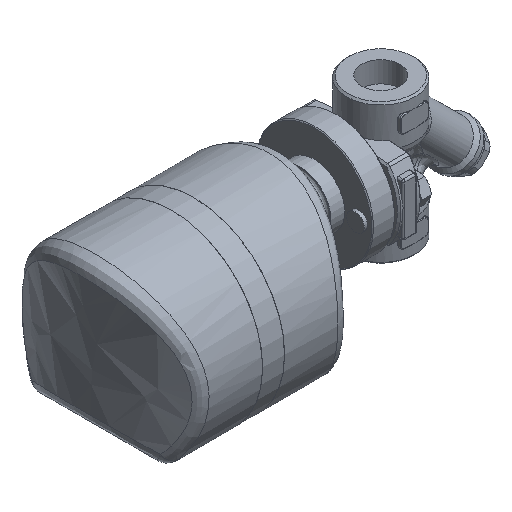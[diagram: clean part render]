
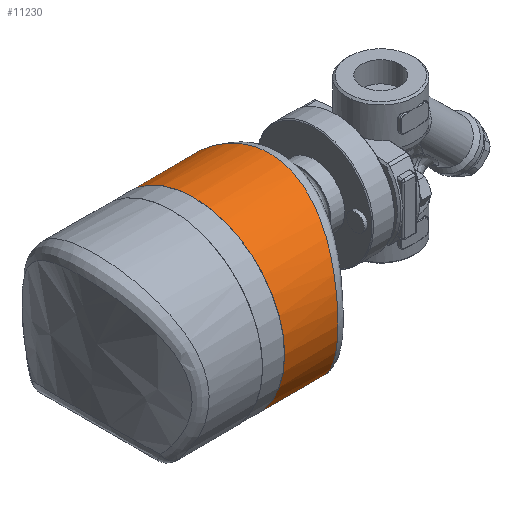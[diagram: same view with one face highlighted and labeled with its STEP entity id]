
A CAD part, isometric view. The second image highlights one B-rep face of the part: STEP entity #11230.
In plain terms, the highlighted cylindrical face has radius 52 mm (diameter 104 mm), a full revolution.
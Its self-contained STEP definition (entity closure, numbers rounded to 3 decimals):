
#10036=CARTESIAN_POINT('',(36.311,39.359,-33.984));
#10037=VERTEX_POINT('',#10036);
#10056=CARTESIAN_POINT('',(36.311,-39.359,-33.984));
#10057=VERTEX_POINT('',#10056);
#10065=CARTESIAN_POINT('',(65.393,0.0,0.));
#10066=DIRECTION('',(0.76,0.,-0.65));
#10067=DIRECTION('',(-0.65,0.0,-0.76));
#10068=AXIS2_PLACEMENT_3D('',#10065,#10066,#10067);
#10069=ELLIPSE('',#10068,68.442,52.0);
#10070=EDGE_CURVE('',#10057,#10037,#10069,.T.);
#10993=CARTESIAN_POINT('',(30.469,52.,0.024));
#10994=VERTEX_POINT('',#10993);
#11002=CARTESIAN_POINT('',(30.469,52.,0.024));
#11003=CARTESIAN_POINT('',(30.47,52.,0.934));
#11004=CARTESIAN_POINT('',(30.487,51.967,2.145));
#11005=CARTESIAN_POINT('',(30.569,51.818,4.569));
#11006=CARTESIAN_POINT('',(30.726,51.53,7.289));
#11007=CARTESIAN_POINT('',(30.996,51.027,10.121));
#11008=CARTESIAN_POINT('',(31.243,50.561,12.175));
#11009=CARTESIAN_POINT('',(31.399,50.265,13.336));
#11010=CARTESIAN_POINT('',(31.836,49.424,16.365));
#11011=CARTESIAN_POINT('',(32.721,47.682,21.157));
#11012=CARTESIAN_POINT('',(33.893,45.178,25.888));
#11013=CARTESIAN_POINT('',(34.632,43.484,28.524));
#11014=CARTESIAN_POINT('',(34.935,42.775,29.575));
#11015=CARTESIAN_POINT('',(35.171,42.215,30.371));
#11016=CARTESIAN_POINT('',(35.741,40.83,32.246));
#11017=CARTESIAN_POINT('',(36.985,37.669,36.086));
#11018=CARTESIAN_POINT('',(38.239,33.99,39.491));
#11019=CARTESIAN_POINT('',(39.158,30.867,41.853));
#11020=CARTESIAN_POINT('',(39.475,29.756,42.655));
#11021=CARTESIAN_POINT('',(39.761,28.702,43.367));
#11022=CARTESIAN_POINT('',(40.147,27.221,44.319));
#11023=CARTESIAN_POINT('',(40.522,25.699,45.227));
#11024=CARTESIAN_POINT('',(41.152,22.904,46.725));
#11025=CARTESIAN_POINT('',(41.763,19.813,48.139));
#11026=CARTESIAN_POINT('',(42.233,16.885,49.202));
#11027=CARTESIAN_POINT('',(42.448,15.35,49.684));
#11028=CARTESIAN_POINT('',(42.604,14.194,50.033));
#11029=CARTESIAN_POINT('',(42.807,12.544,50.484));
#11030=CARTESIAN_POINT('',(42.996,10.68,50.901));
#11031=CARTESIAN_POINT('',(43.117,9.298,51.165));
#11032=CARTESIAN_POINT('',(43.242,7.709,51.439));
#11033=CARTESIAN_POINT('',(43.421,4.801,51.829));
#11034=CARTESIAN_POINT('',(43.512,1.35,52.027));
#11035=CARTESIAN_POINT('',(43.495,-1.589,51.988));
#11036=CARTESIAN_POINT('',(43.457,-3.202,51.906));
#11037=CARTESIAN_POINT('',(43.374,-5.62,51.726));
#11038=CARTESIAN_POINT('',(43.163,-9.14,51.268));
#11039=CARTESIAN_POINT('',(42.786,-12.789,50.439));
#11040=CARTESIAN_POINT('',(42.484,-15.101,49.764));
#11041=CARTESIAN_POINT('',(42.268,-16.627,49.28));
#11042=CARTESIAN_POINT('',(41.872,-19.161,48.387));
#11043=CARTESIAN_POINT('',(41.288,-22.27,47.044));
#11044=CARTESIAN_POINT('',(40.665,-25.086,45.57));
#11045=CARTESIAN_POINT('',(40.003,-27.824,43.973));
#11046=CARTESIAN_POINT('',(39.161,-30.941,41.882));
#11047=CARTESIAN_POINT('',(38.29,-33.749,39.603));
#11048=CARTESIAN_POINT('',(37.715,-35.468,38.033));
#11049=CARTESIAN_POINT('',(37.328,-36.594,36.957));
#11050=CARTESIAN_POINT('',(36.67,-38.438,35.083));
#11051=CARTESIAN_POINT('',(35.935,-40.35,32.858));
#11052=CARTESIAN_POINT('',(35.164,-42.238,30.361));
#11053=CARTESIAN_POINT('',(34.598,-43.57,28.425));
#11054=CARTESIAN_POINT('',(34.006,-44.906,26.255));
#11055=CARTESIAN_POINT('',(33.527,-45.951,24.37));
#11056=CARTESIAN_POINT('',(33.029,-47.011,22.269));
#11057=CARTESIAN_POINT('',(32.402,-48.304,19.385));
#11058=CARTESIAN_POINT('',(31.681,-49.729,15.448));
#11059=CARTESIAN_POINT('',(31.15,-50.739,11.578));
#11060=CARTESIAN_POINT('',(30.672,-51.631,6.835));
#11061=CARTESIAN_POINT('',(30.465,-52.008,2.78));
#11062=CARTESIAN_POINT('',(30.468,-52.003,-1.259));
#11063=CARTESIAN_POINT('',(30.552,-51.85,-4.496));
#11064=CARTESIAN_POINT('',(30.785,-51.421,-8.114));
#11065=CARTESIAN_POINT('',(31.209,-50.628,-12.045));
#11066=CARTESIAN_POINT('',(31.876,-49.351,-16.693));
#11067=CARTESIAN_POINT('',(32.754,-47.601,-21.167));
#11068=CARTESIAN_POINT('',(33.645,-45.701,-24.856));
#11069=CARTESIAN_POINT('',(34.178,-44.52,-26.889));
#11070=CARTESIAN_POINT('',(34.997,-42.656,-29.86));
#11071=CARTESIAN_POINT('',(35.724,-40.892,-32.208));
#11072=CARTESIAN_POINT('',(36.311,-39.359,-33.984));
#11073=B_SPLINE_CURVE_WITH_KNOTS('',3,(#11002,#11003,#11004,#11005,#11006,#11007,#11008,#11009,#11010,#11011,#11012,#11013,#11014,#11015,#11016,#11017,#11018,#11019,#11020,#11021,#11022,#11023,#11024,#11025,#11026,#11027,#11028,#11029,#11030,#11031,#11032,#11033,#11034,#11035,#11036,#11037,#11038,#11039,#11040,#11041,#11042,#11043,#11044,#11045,#11046,#11047,#11048,#11049,#11050,#11051,#11052,#11053,#11054,#11055,#11056,#11057,#11058,#11059,#11060,#11061,#11062,#11063,#11064,#11065,#11066,#11067,#11068,#11069,#11070,#11071,#11072),.UNSPECIFIED.,.F.,.U.,(4,1,1,1,1,1,1,1,1,1,1,1,1,1,1,1,1,1,1,1,1,1,1,1,1,1,1,1,1,1,1,1,1,1,1,1,1,1,1,1,1,1,1,1,1,1,1,1,1,1,1,1,1,1,1,1,1,1,1,1,1,1,1,1,1,1,1,1,4),(-42.61,-42.376,-42.298,-41.987,-41.676,-41.56,-41.443,-41.365,-40.743,-40.121,-39.965,-39.913,-39.784,-39.706,-39.291,-38.461,-38.384,-38.254,-38.098,-38.047,-37.787,-37.632,-37.217,-36.906,-36.828,-36.802,-36.595,-36.387,-36.31,-36.232,-35.973,-35.558,-35.35,-35.221,-35.143,-34.728,-34.313,-34.184,-34.106,-33.899,-33.484,-33.224,-33.069,-32.654,-32.239,-32.11,-32.032,-31.824,-31.41,-31.254,-30.995,-30.787,-30.58,-30.424,-30.165,-29.75,-29.336,-29.128,-28.506,-28.299,-28.091,-27.676,-27.365,-27.054,-26.432,-26.121,-25.965,-25.81,-25.188),.UNSPECIFIED.);
#11074=EDGE_CURVE('',#10994,#10057,#11073,.T.);
#11175=CARTESIAN_POINT('',(36.311,39.359,-33.984));
#11176=CARTESIAN_POINT('',(35.878,40.492,-32.671));
#11177=CARTESIAN_POINT('',(35.231,42.092,-30.618));
#11178=CARTESIAN_POINT('',(34.408,44.005,-27.745));
#11179=CARTESIAN_POINT('',(33.61,45.786,-24.759));
#11180=CARTESIAN_POINT('',(32.68,47.748,-20.821));
#11181=CARTESIAN_POINT('',(31.894,49.312,-16.669));
#11182=CARTESIAN_POINT('',(31.249,50.555,-12.399));
#11183=CARTESIAN_POINT('',(30.859,51.284,-8.918));
#11184=CARTESIAN_POINT('',(30.545,51.862,-4.469));
#11185=CARTESIAN_POINT('',(30.469,52.001,-1.77));
#11186=CARTESIAN_POINT('',(30.469,52.,0.024));
#11187=B_SPLINE_CURVE_WITH_KNOTS('',3,(#11175,#11176,#11177,#11178,#11179,#11180,#11181,#11182,#11183,#11184,#11185,#11186),.UNSPECIFIED.,.F.,.U.,(4,1,1,1,1,1,1,1,1,4),(-17.423,-16.963,-16.733,-16.503,-16.043,-15.583,-15.353,-14.893,-14.663,-14.203),.UNSPECIFIED.);
#11188=EDGE_CURVE('',#10037,#10994,#11187,.T.);
#11209=CARTESIAN_POINT('',(25.5,0.0,0.));
#11210=DIRECTION('',(-1.0,0.0,0.));
#11211=DIRECTION('',(0.0,0.0,1.0));
#11212=AXIS2_PLACEMENT_3D('',#11209,#11210,#11211);
#11213=CYLINDRICAL_SURFACE('',#11212,52.0);
#11214=ORIENTED_EDGE('',*,*,#10070,.F.);
#11215=ORIENTED_EDGE('',*,*,#11074,.F.);
#11216=ORIENTED_EDGE('',*,*,#11188,.F.);
#11217=EDGE_LOOP('',(#11214,#11215,#11216));
#11218=FACE_OUTER_BOUND('',#11217,.T.);
#11219=CARTESIAN_POINT('',(0.0,0.0,52.0));
#11220=VERTEX_POINT('',#11219);
#11221=CARTESIAN_POINT('',(0.,0.0,0.));
#11222=DIRECTION('',(-1.0,0.0,0.0));
#11223=DIRECTION('',(0.0,0.0,1.0));
#11224=AXIS2_PLACEMENT_3D('',#11221,#11222,#11223);
#11225=CIRCLE('',#11224,52.0);
#11226=EDGE_CURVE('',#11220,#11220,#11225,.T.);
#11227=ORIENTED_EDGE('',*,*,#11226,.F.);
#11228=EDGE_LOOP('',(#11227));
#11229=FACE_BOUND('',#11228,.T.);
#11230=ADVANCED_FACE('',(#11218,#11229),#11213,.T.);
